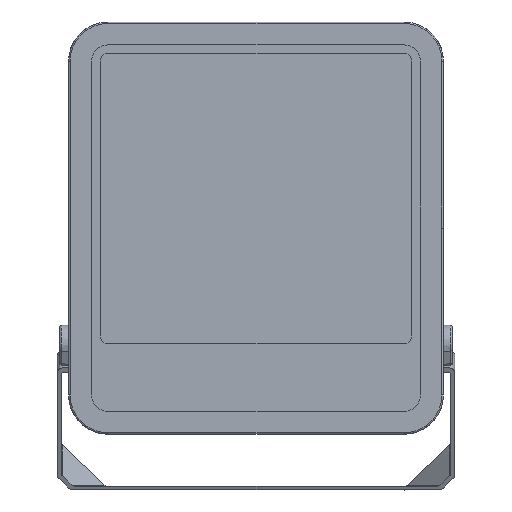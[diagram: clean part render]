
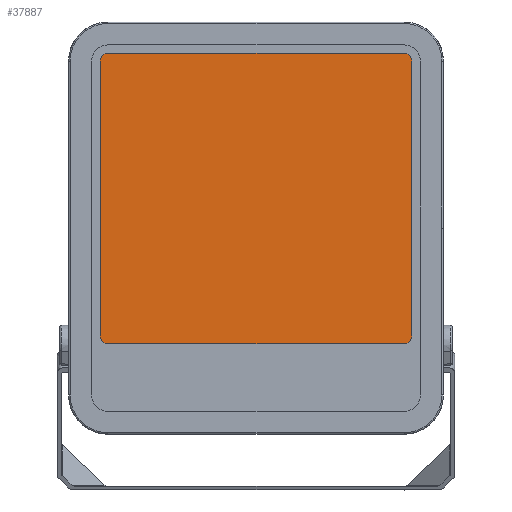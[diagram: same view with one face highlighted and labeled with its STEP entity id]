
A CAD part, top view. The second image highlights one B-rep face of the part: STEP entity #37887.
In plain terms, the highlighted face is planar.
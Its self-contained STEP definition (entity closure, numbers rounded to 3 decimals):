
#156 = AXIS2_PLACEMENT_3D ( 'NONE', #40264, #19257, #23121 ) ;
#348 = VERTEX_POINT ( 'NONE', #6319 ) ;
#1374 = CARTESIAN_POINT ( 'NONE',  ( 129., 127.395, -99.548 ) ) ;
#1564 = DIRECTION ( 'NONE',  ( 0., 1., 0. ) ) ;
#1652 = VERTEX_POINT ( 'NONE', #34099 ) ;
#2056 = EDGE_CURVE ( 'NONE', #21373, #7727, #4610, .T. ) ;
#2437 = VERTEX_POINT ( 'NONE', #1374 ) ;
#2875 = AXIS2_PLACEMENT_3D ( 'NONE', #43611, #40012, #42738 ) ;
#4584 = EDGE_CURVE ( 'NONE', #348, #11238, #31687, .T. ) ;
#4610 = LINE ( 'NONE', #40929, #26400 ) ;
#4788 = PLANE ( 'NONE',  #23763 ) ;
#5247 = CIRCLE ( 'NONE', #11091, 6.5 ) ;
#5626 = LINE ( 'NONE', #19384, #31048 ) ;
#5894 = ORIENTED_EDGE ( 'NONE', *, *, #28177, .T. ) ;
#6319 = CARTESIAN_POINT ( 'NONE',  ( 122.5, 360.895, -99.548 ) ) ;
#6662 = CARTESIAN_POINT ( 'NONE',  ( -122.5, 354.395, -99.548 ) ) ;
#6809 = CIRCLE ( 'NONE', #29883, 6.5 ) ;
#7171 = DIRECTION ( 'NONE',  ( -1., 0., 0. ) ) ;
#7727 = VERTEX_POINT ( 'NONE', #21575 ) ;
#7801 = EDGE_CURVE ( 'NONE', #7727, #1652, #20370, .T. ) ;
#7914 = FACE_OUTER_BOUND ( 'NONE', #12998, .T. ) ;
#8853 = CARTESIAN_POINT ( 'NONE',  ( -129., 354.395, -99.548 ) ) ;
#9531 = ORIENTED_EDGE ( 'NONE', *, *, #7801, .T. ) ;
#11091 = AXIS2_PLACEMENT_3D ( 'NONE', #6662, #24251, #41188 ) ;
#11238 = VERTEX_POINT ( 'NONE', #43517 ) ;
#12998 = EDGE_LOOP ( 'NONE', ( #44042, #9531, #5894, #15613, #41754, #23922, #18709, #38480 ) ) ;
#15613 = ORIENTED_EDGE ( 'NONE', *, *, #44720, .T. ) ;
#16004 = DIRECTION ( 'NONE',  ( 1., 0., 0. ) ) ;
#17506 = EDGE_CURVE ( 'NONE', #11238, #2437, #35213, .T. ) ;
#18058 = DIRECTION ( 'NONE',  ( 0., -1., 0. ) ) ;
#18101 = DIRECTION ( 'NONE',  ( -1., 0., 0. ) ) ;
#18271 = EDGE_CURVE ( 'NONE', #28707, #348, #5626, .T. ) ;
#18543 = CARTESIAN_POINT ( 'NONE',  ( 122.5, 78.395, -99.548 ) ) ;
#18709 = ORIENTED_EDGE ( 'NONE', *, *, #17506, .T. ) ;
#19165 = CARTESIAN_POINT ( 'NONE',  ( -129., 78.395, -99.548 ) ) ;
#19257 = DIRECTION ( 'NONE',  ( 0., 0., -1. ) ) ;
#19384 = CARTESIAN_POINT ( 'NONE',  ( 122.5, 360.895, -99.548 ) ) ;
#20370 = CIRCLE ( 'NONE', #156, 6.5 ) ;
#21104 = CARTESIAN_POINT ( 'NONE',  ( 122.5, 120.895, -99.548 ) ) ;
#21373 = VERTEX_POINT ( 'NONE', #21104 ) ;
#21575 = CARTESIAN_POINT ( 'NONE',  ( -122.5, 120.895, -99.548 ) ) ;
#23121 = DIRECTION ( 'NONE',  ( -1., 0., 0. ) ) ;
#23761 = DIRECTION ( 'NONE',  ( -1., 0., 0. ) ) ;
#23763 = AXIS2_PLACEMENT_3D ( 'NONE', #18543, #28946, #18101 ) ;
#23922 = ORIENTED_EDGE ( 'NONE', *, *, #4584, .T. ) ;
#24251 = DIRECTION ( 'NONE',  ( 0., 0., -1. ) ) ;
#24880 = VERTEX_POINT ( 'NONE', #8853 ) ;
#25804 = EDGE_CURVE ( 'NONE', #2437, #21373, #6809, .T. ) ;
#26400 = VECTOR ( 'NONE', #23761, 1000. ) ;
#28177 = EDGE_CURVE ( 'NONE', #1652, #24880, #39521, .T. ) ;
#28707 = VERTEX_POINT ( 'NONE', #35571 ) ;
#28946 = DIRECTION ( 'NONE',  ( 0., 0., -1. ) ) ;
#29883 = AXIS2_PLACEMENT_3D ( 'NONE', #41496, #41914, #7171 ) ;
#31048 = VECTOR ( 'NONE', #16004, 1000. ) ;
#31687 = CIRCLE ( 'NONE', #2875, 6.5 ) ;
#34099 = CARTESIAN_POINT ( 'NONE',  ( -129., 127.395, -99.548 ) ) ;
#35213 = LINE ( 'NONE', #37927, #42041 ) ;
#35571 = CARTESIAN_POINT ( 'NONE',  ( -122.5, 360.895, -99.548 ) ) ;
#37887 = ADVANCED_FACE ( 'NONE', ( #7914 ), #4788, .T. ) ;
#37927 = CARTESIAN_POINT ( 'NONE',  ( 129., 78.395, -99.548 ) ) ;
#38480 = ORIENTED_EDGE ( 'NONE', *, *, #25804, .T. ) ;
#39521 = LINE ( 'NONE', #19165, #40648 ) ;
#40012 = DIRECTION ( 'NONE',  ( 0., 0., -1. ) ) ;
#40264 = CARTESIAN_POINT ( 'NONE',  ( -122.5, 127.395, -99.548 ) ) ;
#40648 = VECTOR ( 'NONE', #1564, 1000. ) ;
#40929 = CARTESIAN_POINT ( 'NONE',  ( 122.5, 120.895, -99.548 ) ) ;
#41188 = DIRECTION ( 'NONE',  ( -1., 0., 0. ) ) ;
#41496 = CARTESIAN_POINT ( 'NONE',  ( 122.5, 127.395, -99.548 ) ) ;
#41754 = ORIENTED_EDGE ( 'NONE', *, *, #18271, .T. ) ;
#41914 = DIRECTION ( 'NONE',  ( 0., 0., -1. ) ) ;
#42041 = VECTOR ( 'NONE', #18058, 1000. ) ;
#42738 = DIRECTION ( 'NONE',  ( -1., 0., 0. ) ) ;
#43517 = CARTESIAN_POINT ( 'NONE',  ( 129., 354.395, -99.548 ) ) ;
#43611 = CARTESIAN_POINT ( 'NONE',  ( 122.5, 354.395, -99.548 ) ) ;
#44042 = ORIENTED_EDGE ( 'NONE', *, *, #2056, .T. ) ;
#44720 = EDGE_CURVE ( 'NONE', #24880, #28707, #5247, .T. ) ;
